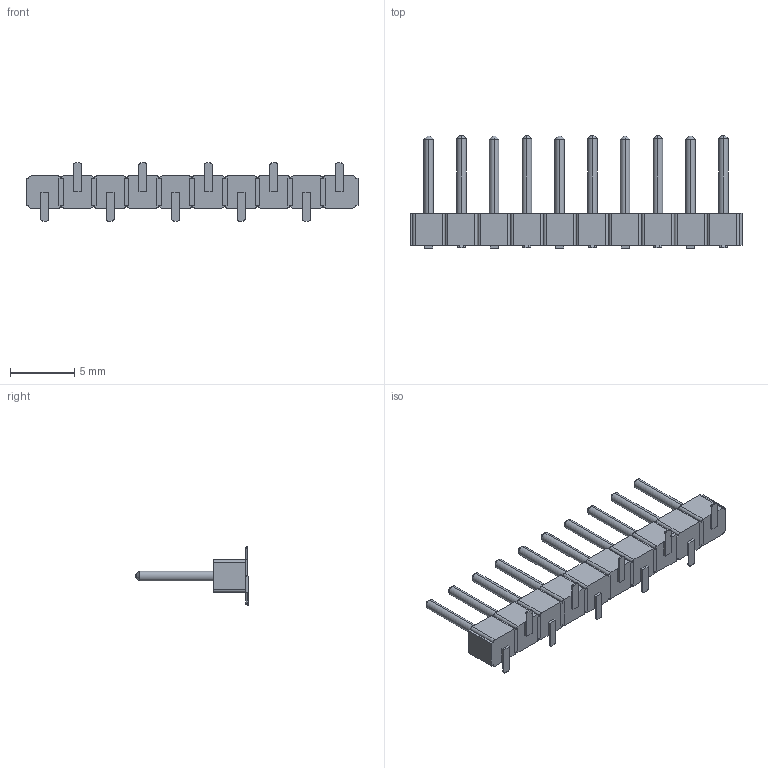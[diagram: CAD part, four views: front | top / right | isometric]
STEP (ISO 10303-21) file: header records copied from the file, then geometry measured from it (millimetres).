
FILE_DESCRIPTION (( 'STEP AP214' ), '1' );
FILE_NAME ('1x10SMD.STEP', '2019-06-16T20:25:32', ( '' ), ( '' ), 'SwSTEP 2.0', 'SolidWorks 2016', '' );
FILE_SCHEMA (( 'AUTOMOTIVE_DESIGN' ));
Length unit declared in the file: millimetre
Products named in the file (2): 1x14smd; 1x10SMD
Assembly tree (10 placements, depth 2):
  1x10SMD
    1x14smd  x10
Bounding box: 25.76 x 8.73 x 4.52 mm (x, y, z)
Volume: 204.7 mm3; surface area: 560.9 mm2
Topology: 10 solids, 10 shells, 320 faces, 810 edges, 500 vertices
Faces by surface type: plane 170, cylinder 110, cone 20, sphere 20
Entity records: 1389 total; most frequent: DIRECTION 193, CARTESIAN_POINT 174, ORIENTED_EDGE 158, EDGE_CURVE 79, AXIS2_PLACEMENT_3D 69, LINE 55, VECTOR 55, VERTEX_POINT 50
